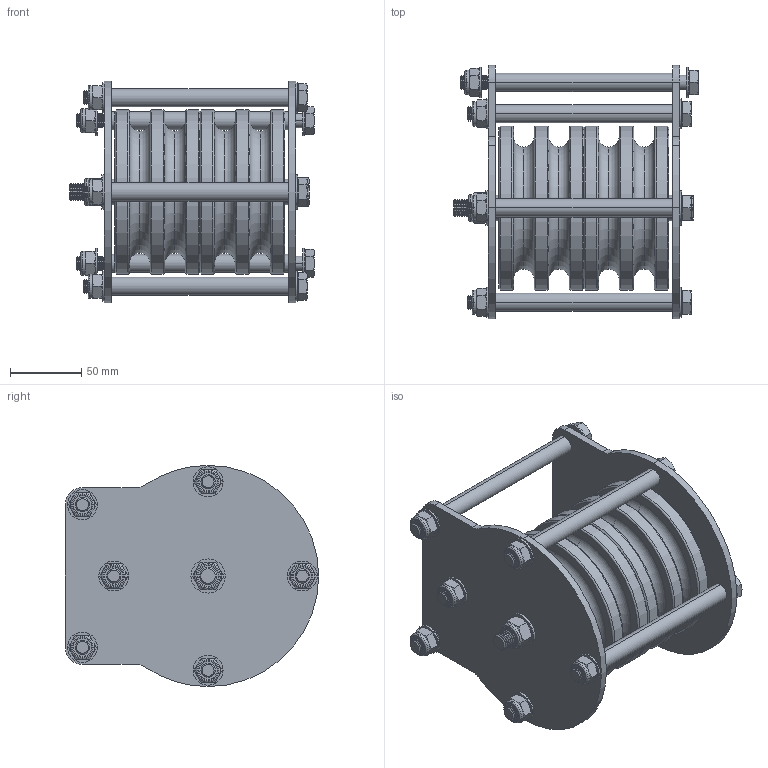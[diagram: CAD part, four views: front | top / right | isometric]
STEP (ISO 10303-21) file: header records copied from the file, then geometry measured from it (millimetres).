
FILE_DESCRIPTION (( 'STEP AP203' ), '1' );
FILE_NAME ('T42934.STEP', '2018-07-26T13:51:08', ( '' ), ( '' ), 'SwSTEP 2.0', 'SolidWorks 2016', '' );
FILE_SCHEMA (( 'CONFIG_CONTROL_DESIGN' ));
Length unit declared in the file: millimetre
Products named in the file (19): S2610; Hex Bolt_ISO 4016 - M10 x 150 x 30-WS; SW3dPS-nyloc nut, st stl a2 iso_M10 NYLOC; Hex Bolt_ISO 4016 - M12 x 160 x 36-WS; S2610-4; B Washer_Bright washer BS 4320 - M12 (Form B); T42934_LABEL; T42934; B Washer_Bright washer BS 4320 - M10 (Form B); S2610-1; S2610-2; Hex Bolt_ISO 4016 - M10 x 160 x 32-WS; S2610-5; S1930; TH766; TH804; SW3dPS-nyloc nut, st stl a2 iso_M12 NYLOC; TH775; S2610-3
Assembly tree (58 placements, depth 3):
  T42934
    TH775  x2
    S2610  x4
      S2610-1
      S2610-2
      S2610-3
      S2610-4
      S2610-5
    S1930  x2
    TH766  x2
    TH804  x6
    T42934_LABEL
    B Washer_Bright washer BS 4320 - M10 (Form B)  x12
    SW3dPS-nyloc nut, st stl a2 iso_M10 NYLOC  x6
    Hex Bolt_ISO 4016 - M10 x 160 x 32-WS  x2
    Hex Bolt_ISO 4016 - M10 x 150 x 30-WS  x4
    B Washer_Bright washer BS 4320 - M12 (Form B)  x2
    SW3dPS-nyloc nut, st stl a2 iso_M12 NYLOC
    Hex Bolt_ISO 4016 - M12 x 160 x 36-WS
Bounding box: 171.5 x 177.5 x 155 mm (x, y, z)
Volume: 1331746.8 mm3; surface area: 368668.9 mm2
Topology: 93 solids, 93 shells, 2639 faces, 6659 edges, 4224 vertices
Faces by surface type: plane 866, cone 760, cylinder 610, bspline 183, torus 148, sphere 72
Entity records: 58516 total; most frequent: CARTESIAN_POINT 19606, ORIENTED_EDGE 7670, DIRECTION 7109, EDGE_CURVE 3835, VERTEX_POINT 2472, AXIS2_PLACEMENT_3D 2375, LINE 2359, VECTOR 2359
